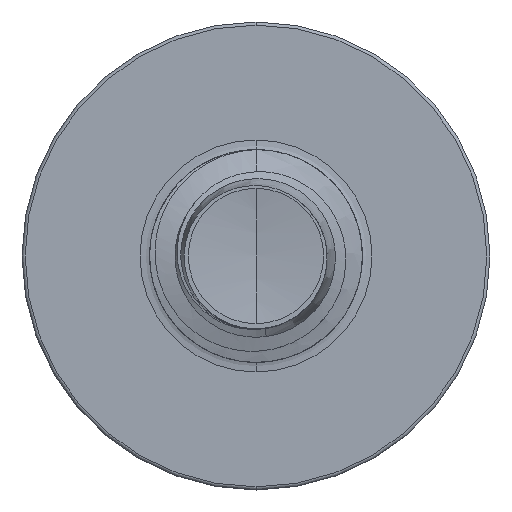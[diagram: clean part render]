
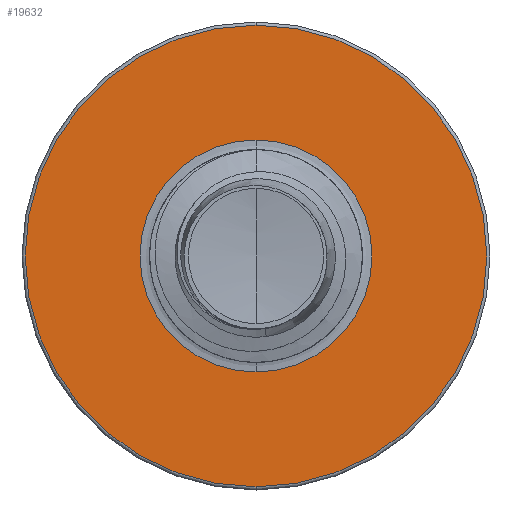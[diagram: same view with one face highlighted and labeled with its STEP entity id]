
A CAD part, front view. The second image highlights one B-rep face of the part: STEP entity #19632.
In plain terms, the highlighted planar face has unit normal (0, -1, 0).
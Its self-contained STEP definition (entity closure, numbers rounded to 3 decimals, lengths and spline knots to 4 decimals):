
#500 = EDGE_LOOP ( 'NONE', ( #27230, #20769 ) ) ;
#2870 = EDGE_CURVE ( 'NONE', #4238, #31519, #16409, .T. ) ;
#2976 = CIRCLE ( 'NONE', #24551, 2.7125 ) ;
#3753 = CARTESIAN_POINT ( 'NONE',  ( 0., 11., -2.7125 ) ) ;
#3823 = CARTESIAN_POINT ( 'NONE',  ( 0., 11., 0. ) ) ;
#4238 = VERTEX_POINT ( 'NONE', #16438 ) ;
#6800 = DIRECTION ( 'NONE',  ( 0., 0., 1. ) ) ;
#7354 = CARTESIAN_POINT ( 'NONE',  ( 0., 11., 0. ) ) ;
#8262 = CARTESIAN_POINT ( 'NONE',  ( 0., 11., 0. ) ) ;
#8583 = CARTESIAN_POINT ( 'NONE',  ( 0., 11., -1.3632 ) ) ;
#8955 = ORIENTED_EDGE ( 'NONE', *, *, #17252, .T. ) ;
#9561 = AXIS2_PLACEMENT_3D ( 'NONE', #10340, #10293, #10251 ) ;
#10251 = DIRECTION ( 'NONE',  ( 0., 0., 1. ) ) ;
#10293 = DIRECTION ( 'NONE',  ( 0., 1., 0. ) ) ;
#10300 = DIRECTION ( 'NONE',  ( 0., 0., 1. ) ) ;
#10340 = CARTESIAN_POINT ( 'NONE',  ( 0., 11., 0. ) ) ;
#11213 = DIRECTION ( 'NONE',  ( 0., 0., 1. ) ) ;
#11529 = DIRECTION ( 'NONE',  ( 0., 1., 0. ) ) ;
#12424 = AXIS2_PLACEMENT_3D ( 'NONE', #7354, #26667, #10300 ) ;
#13068 = FACE_BOUND ( 'NONE', #30051, .T. ) ;
#16409 = CIRCLE ( 'NONE', #9561, 1.3632 ) ;
#16438 = CARTESIAN_POINT ( 'NONE',  ( 0., 11., -1.3632 ) ) ;
#16818 = AXIS2_PLACEMENT_3D ( 'NONE', #8262, #27449, #11213 ) ;
#17252 = EDGE_CURVE ( 'NONE', #31519, #4238, #24214, .T. ) ;
#18424 = EDGE_CURVE ( 'NONE', #27254, #29550, #2976, .T. ) ;
#19632 = ADVANCED_FACE ( 'NONE', ( #33183, #13068 ), #27715, .F. ) ;
#20769 = ORIENTED_EDGE ( 'NONE', *, *, #18424, .F. ) ;
#21707 = CIRCLE ( 'NONE', #16818, 2.7125 ) ;
#23635 = DIRECTION ( 'NONE',  ( 0., 1., 0. ) ) ;
#24214 = CIRCLE ( 'NONE', #12424, 1.3632 ) ;
#24551 = AXIS2_PLACEMENT_3D ( 'NONE', #3823, #23635, #6800 ) ;
#26667 = DIRECTION ( 'NONE',  ( 0., 1., 0. ) ) ;
#27230 = ORIENTED_EDGE ( 'NONE', *, *, #27487, .F. ) ;
#27254 = VERTEX_POINT ( 'NONE', #3753 ) ;
#27449 = DIRECTION ( 'NONE',  ( 0., 1., 0. ) ) ;
#27487 = EDGE_CURVE ( 'NONE', #29550, #27254, #21707, .T. ) ;
#27715 = PLANE ( 'NONE',  #29020 ) ;
#29020 = AXIS2_PLACEMENT_3D ( 'NONE', #8583, #11529, #30237 ) ;
#29550 = VERTEX_POINT ( 'NONE', #34592 ) ;
#30051 = EDGE_LOOP ( 'NONE', ( #8955, #32687 ) ) ;
#30237 = DIRECTION ( 'NONE',  ( 0., 0., 1. ) ) ;
#31519 = VERTEX_POINT ( 'NONE', #32306 ) ;
#32306 = CARTESIAN_POINT ( 'NONE',  ( 0., 11., 1.3632 ) ) ;
#32687 = ORIENTED_EDGE ( 'NONE', *, *, #2870, .T. ) ;
#33183 = FACE_OUTER_BOUND ( 'NONE', #500, .T. ) ;
#34592 = CARTESIAN_POINT ( 'NONE',  ( 0., 11., 2.7125 ) ) ;
